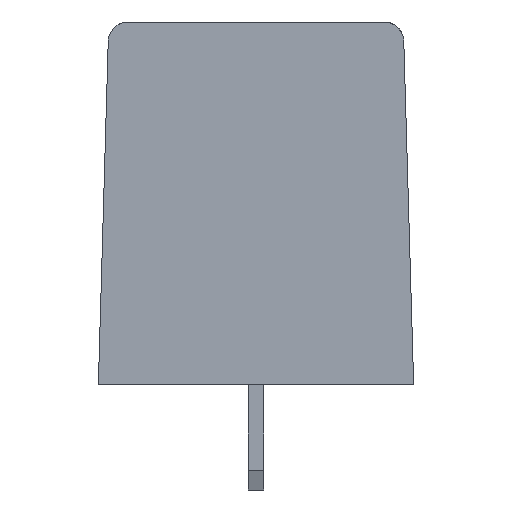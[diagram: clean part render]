
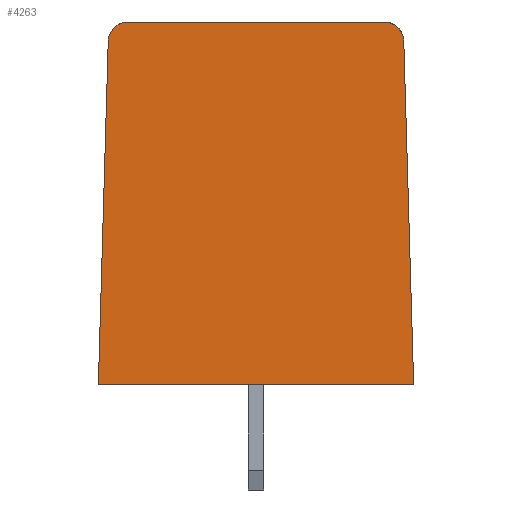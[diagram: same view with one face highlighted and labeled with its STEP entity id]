
A CAD part, left-side view. The second image highlights one B-rep face of the part: STEP entity #4263.
In plain terms, the highlighted planar face has unit normal (-1, 0, 0).
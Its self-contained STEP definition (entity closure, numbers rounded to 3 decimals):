
#4131 = VERTEX_POINT('',#4132);
#4132 = CARTESIAN_POINT('',(-0.625,6.5,18.4));
#4138 = EDGE_CURVE('',#4131,#4139,#4141,.T.);
#4139 = VERTEX_POINT('',#4140);
#4140 = CARTESIAN_POINT('',(-0.625,-6.5,18.4));
#4141 = LINE('',#4142,#4143);
#4142 = CARTESIAN_POINT('',(-0.625,8.,18.4));
#4143 = VECTOR('',#4144,1.);
#4144 = DIRECTION('',(0.,-1.,0.));
#4178 = VERTEX_POINT('',#4179);
#4179 = CARTESIAN_POINT('',(-0.625,7.5,17.429));
#4185 = EDGE_CURVE('',#4178,#4131,#4186,.T.);
#4186 = CIRCLE('',#4187,1.);
#4187 = AXIS2_PLACEMENT_3D('',#4188,#4189,#4190);
#4188 = CARTESIAN_POINT('',(-0.625,6.5,17.4));
#4189 = DIRECTION('',(1.,0.,0.));
#4190 = DIRECTION('',(0.,1.,0.));
#4244 = EDGE_CURVE('',#4139,#4245,#4247,.T.);
#4245 = VERTEX_POINT('',#4246);
#4246 = CARTESIAN_POINT('',(-0.625,-7.5,17.429));
#4247 = CIRCLE('',#4248,1.);
#4248 = AXIS2_PLACEMENT_3D('',#4249,#4250,#4251);
#4249 = CARTESIAN_POINT('',(-0.625,-6.5,17.4));
#4250 = DIRECTION('',(1.,0.,0.));
#4251 = DIRECTION('',(0.,1.,0.));
#4263 = ADVANCED_FACE('',(#4264),#4291,.T.);
#4264 = FACE_BOUND('',#4265,.T.);
#4265 = EDGE_LOOP('',(#4266,#4274,#4282,#4288,#4289,#4290));
#4266 = ORIENTED_EDGE('',*,*,#4267,.F.);
#4267 = EDGE_CURVE('',#4268,#4178,#4270,.T.);
#4268 = VERTEX_POINT('',#4269);
#4269 = CARTESIAN_POINT('',(-0.625,8.,0.));
#4270 = LINE('',#4271,#4272);
#4271 = CARTESIAN_POINT('',(-0.625,7.75,8.714));
#4272 = VECTOR('',#4273,1.);
#4273 = DIRECTION('',(0.,-0.029,1.));
#4274 = ORIENTED_EDGE('',*,*,#4275,.T.);
#4275 = EDGE_CURVE('',#4268,#4276,#4278,.T.);
#4276 = VERTEX_POINT('',#4277);
#4277 = CARTESIAN_POINT('',(-0.625,-8.,0.));
#4278 = LINE('',#4279,#4280);
#4279 = CARTESIAN_POINT('',(-0.625,8.,0.));
#4280 = VECTOR('',#4281,1.);
#4281 = DIRECTION('',(0.,-1.,0.));
#4282 = ORIENTED_EDGE('',*,*,#4283,.F.);
#4283 = EDGE_CURVE('',#4245,#4276,#4284,.T.);
#4284 = LINE('',#4285,#4286);
#4285 = CARTESIAN_POINT('',(-0.625,-7.993,0.229));
#4286 = VECTOR('',#4287,1.);
#4287 = DIRECTION('',(0.,-0.029,-1.));
#4288 = ORIENTED_EDGE('',*,*,#4244,.F.);
#4289 = ORIENTED_EDGE('',*,*,#4138,.F.);
#4290 = ORIENTED_EDGE('',*,*,#4185,.F.);
#4291 = PLANE('',#4292);
#4292 = AXIS2_PLACEMENT_3D('',#4293,#4294,#4295);
#4293 = CARTESIAN_POINT('',(-0.625,8.,0.));
#4294 = DIRECTION('',(-1.,0.,0.));
#4295 = DIRECTION('',(0.,0.,1.));
